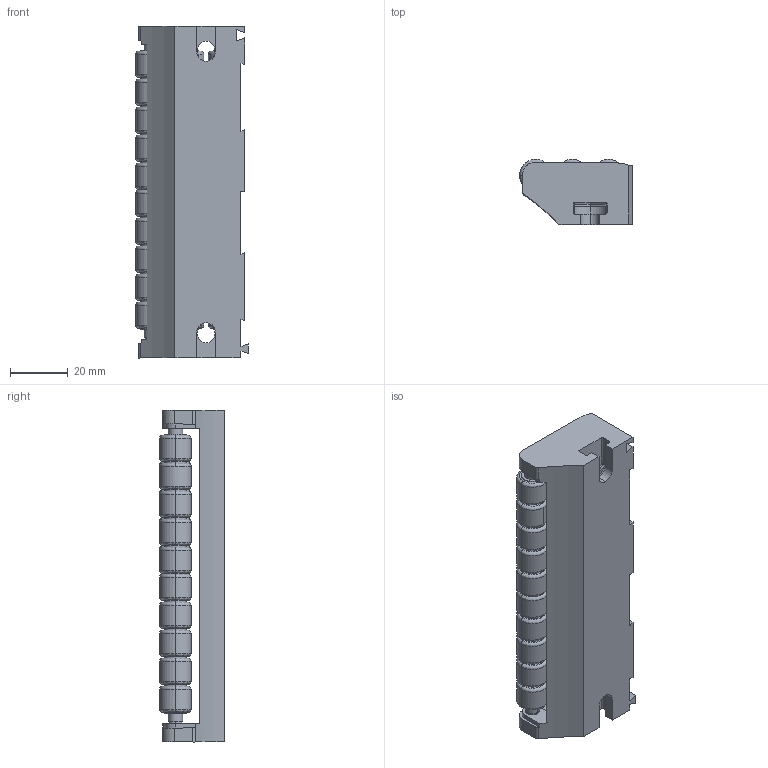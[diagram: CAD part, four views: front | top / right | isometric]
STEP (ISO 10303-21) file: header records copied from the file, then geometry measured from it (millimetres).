
FILE_DESCRIPTION (( 'STEP AP214' ), '1' );
FILE_NAME ('Rexnord-S0569-687392.STEP', '2023-08-01T10:43:53', ( '' ), ( '' ), 'SwSTEP 2.0', 'SolidWorks 2022', '' );
FILE_SCHEMA (( 'AUTOMOTIVE_DESIGN' ));
Length unit declared in the file: millimetre
Products named in the file (2): Rexnord-S0569-687392_687392; Rexnord-S0569-687392
Assembly tree (1 placements, depth 2):
  Rexnord-S0569-687392
    Rexnord-S0569-687392_687392
Bounding box: 39 x 22.5 x 115 mm (x, y, z)
Volume: 55875.8 mm3; surface area: 34893.6 mm2
Topology: 4 solids, 4 shells, 502 faces, 1369 edges, 944 vertices
Faces by surface type: cylinder 209, plane 147, bspline 134, cone 12
Entity records: 26597 total; most frequent: CARTESIAN_POINT 8736, ORIENTED_EDGE 2738, DIRECTION 2494, EDGE_CURVE 1369, AXIS2_PLACEMENT_3D 1038, VERTEX_POINT 944, CIRCLE 666, EDGE_LOOP 587
